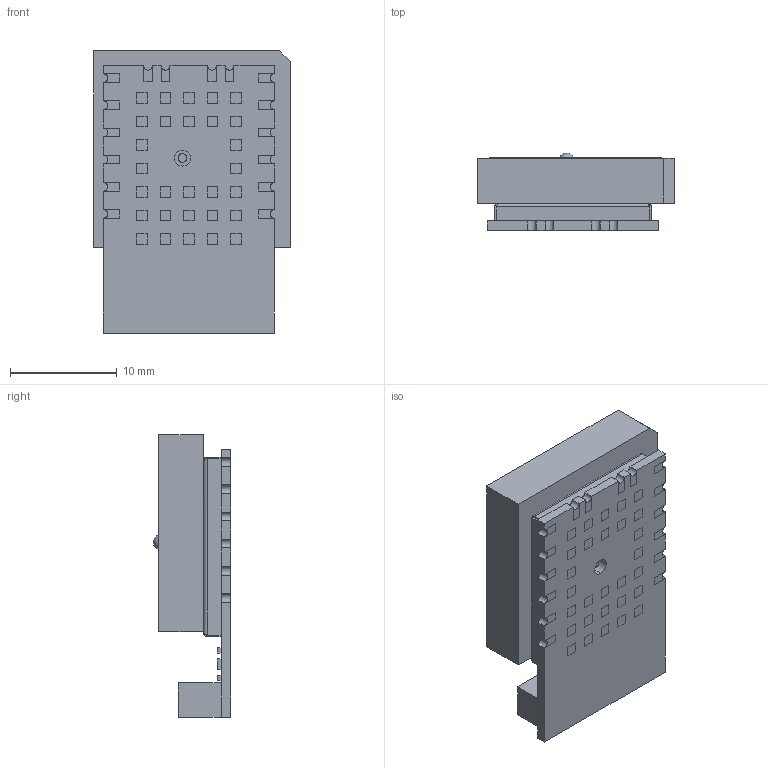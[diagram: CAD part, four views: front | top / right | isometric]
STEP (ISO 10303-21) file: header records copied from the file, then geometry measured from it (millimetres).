
FILE_DESCRIPTION (( 'STEP AP214' ), '1' );
FILE_NAME ('L89 2.0.STEP', '2023-10-26T15:38:51', ( '' ), ( '' ), 'SwSTEP 2.0', 'SolidWorks 2021', '' );
FILE_SCHEMA (( 'AUTOMOTIVE_DESIGN' ));
Length unit declared in the file: millimetre
Products named in the file (1): L89 2.0
Bounding box: 18.4 x 7.25 x 26.4 mm (x, y, z)
Volume: 1965.7 mm3; surface area: 3529.5 mm2
Topology: 97 solids, 97 shells, 1377 faces, 3515 edges, 2333 vertices
Faces by surface type: plane 1238, bspline 94, cylinder 44, sphere 1
Entity records: 42823 total; most frequent: CARTESIAN_POINT 8757, ORIENTED_EDGE 7026, DIRECTION 5967, EDGE_CURVE 3513, LINE 3251, VECTOR 3251, VERTEX_POINT 2332, EDGE_LOOP 1533
